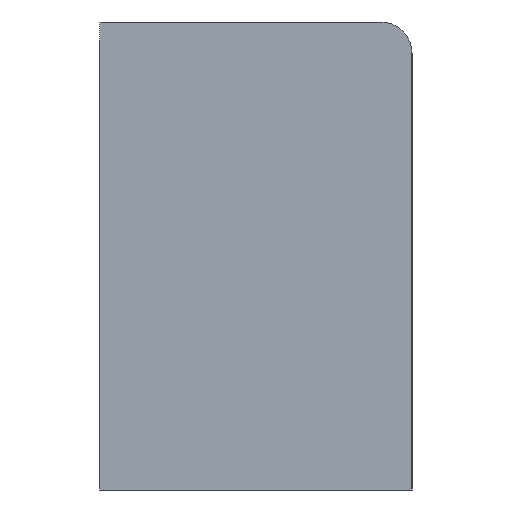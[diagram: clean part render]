
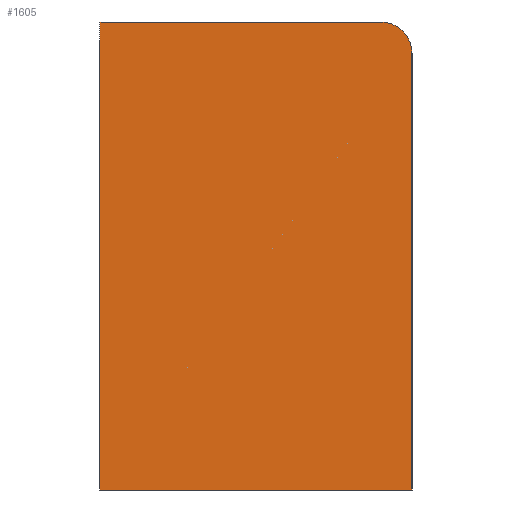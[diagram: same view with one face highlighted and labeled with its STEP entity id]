
A CAD part, left-side view. The second image highlights one B-rep face of the part: STEP entity #1605.
In plain terms, the highlighted planar face has unit normal (-1, 0, 0).
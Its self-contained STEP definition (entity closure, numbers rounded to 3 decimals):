
#69=CIRCLE('',#1722,5.);
#141=FACE_OUTER_BOUND('',#233,.T.);
#233=EDGE_LOOP('',(#1299,#1300,#1301,#1302,#1303));
#354=LINE('',#2376,#545);
#429=LINE('',#2530,#620);
#430=LINE('',#2534,#621);
#431=LINE('',#2535,#622);
#545=VECTOR('',#1923,10.);
#620=VECTOR('',#2048,10.);
#621=VECTOR('',#2051,10.);
#622=VECTOR('',#2052,10.);
#738=VERTEX_POINT('',#2373);
#739=VERTEX_POINT('',#2375);
#793=VERTEX_POINT('',#2529);
#794=VERTEX_POINT('',#2531);
#795=VERTEX_POINT('',#2533);
#909=EDGE_CURVE('',#738,#739,#354,.T.);
#987=EDGE_CURVE('',#738,#793,#429,.T.);
#988=EDGE_CURVE('',#794,#793,#69,.T.);
#989=EDGE_CURVE('',#795,#794,#430,.T.);
#990=EDGE_CURVE('',#795,#739,#431,.T.);
#1299=ORIENTED_EDGE('',*,*,#987,.T.);
#1300=ORIENTED_EDGE('',*,*,#988,.F.);
#1301=ORIENTED_EDGE('',*,*,#989,.F.);
#1302=ORIENTED_EDGE('',*,*,#990,.T.);
#1303=ORIENTED_EDGE('',*,*,#909,.F.);
#1542=PLANE('',#1721);
#1605=ADVANCED_FACE('',(#141),#1542,.T.);
#1721=AXIS2_PLACEMENT_3D('',#2528,#2046,#2047);
#1722=AXIS2_PLACEMENT_3D('',#2532,#2049,#2050);
#1923=DIRECTION('',(0.,1.,0.));
#2046=DIRECTION('center_axis',(-1.,0.,0.));
#2047=DIRECTION('ref_axis',(0.,-1.,0.));
#2048=DIRECTION('',(0.,0.,1.));
#2049=DIRECTION('center_axis',(1.,0.,0.));
#2050=DIRECTION('ref_axis',(0.,-0.707,0.707));
#2051=DIRECTION('',(0.,-1.,0.));
#2052=DIRECTION('',(0.,0.,-1.));
#2373=CARTESIAN_POINT('',(-25.,-30.,749.7));
#2375=CARTESIAN_POINT('',(-25.,20.,749.7));
#2376=CARTESIAN_POINT('',(-25.,-30.,749.7));
#2528=CARTESIAN_POINT('Origin',(-25.,20.,754.7));
#2529=CARTESIAN_POINT('',(-25.,-30.,819.7));
#2530=CARTESIAN_POINT('',(-25.,-30.,751.7));
#2531=CARTESIAN_POINT('',(-25.,-25.,824.7));
#2532=CARTESIAN_POINT('Origin',(-25.,-25.,819.7));
#2533=CARTESIAN_POINT('',(-25.,20.,824.7));
#2534=CARTESIAN_POINT('',(-25.,-30.,824.7));
#2535=CARTESIAN_POINT('',(-25.,20.,818.));
